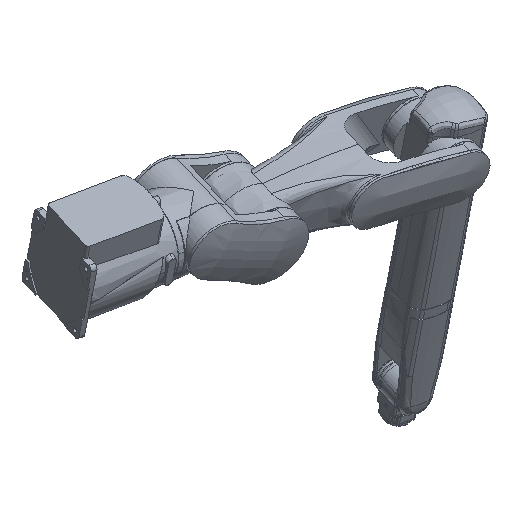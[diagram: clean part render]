
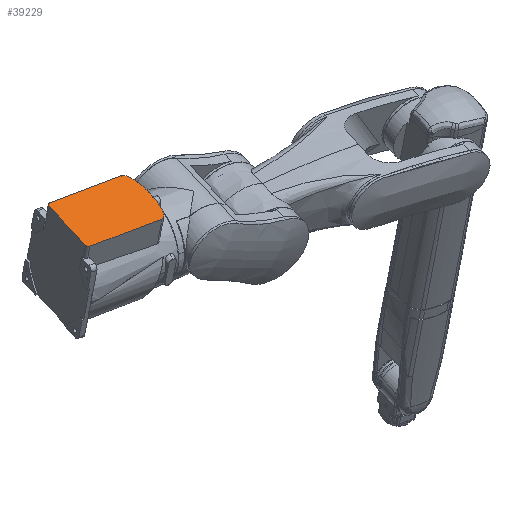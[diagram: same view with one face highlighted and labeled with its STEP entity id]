
A CAD part, left-side view. The second image highlights one B-rep face of the part: STEP entity #39229.
In plain terms, the highlighted face is planar.
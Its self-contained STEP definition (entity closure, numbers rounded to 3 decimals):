
#351 = DIRECTION ( 'NONE',  ( 0., 0., -1. ) ) ;
#1509 = CARTESIAN_POINT ( 'NONE',  ( -10.996, 132.475, 233.711 ) ) ;
#3160 = VERTEX_POINT ( 'NONE', #42557 ) ;
#3390 = VERTEX_POINT ( 'NONE', #12737 ) ;
#7129 = CARTESIAN_POINT ( 'NONE',  ( -10.996, 147.475, 233.711 ) ) ;
#7588 = VERTEX_POINT ( 'NONE', #22512 ) ;
#7662 = CARTESIAN_POINT ( 'NONE',  ( -10.996, 72.475, 213.711 ) ) ;
#9499 = FACE_OUTER_BOUND ( 'NONE', #27078, .T. ) ;
#9599 = CARTESIAN_POINT ( 'NONE',  ( -10.996, 207.475, 233.711 ) ) ;
#10810 = DIRECTION ( 'NONE',  ( 0., 0., 1. ) ) ;
#12286 = EDGE_CURVE ( 'NONE', #3390, #3160, #36635, .T. ) ;
#12737 = CARTESIAN_POINT ( 'NONE',  ( -10.996, 201.475, 37.711 ) ) ;
#13135 = VECTOR ( 'NONE', #41289, 1000. ) ;
#13707 = EDGE_CURVE ( 'NONE', #7588, #38987, #31031, .T. ) ;
#14182 = ORIENTED_EDGE ( 'NONE', *, *, #30061, .T. ) ;
#14388 = CARTESIAN_POINT ( 'NONE',  ( -10.996, 139.975, 233.711 ) ) ;
#14461 = ORIENTED_EDGE ( 'NONE', *, *, #24028, .F. ) ;
#14804 = EDGE_CURVE ( 'NONE', #54551, #17564, #30183, .T. ) ;
#16119 = ORIENTED_EDGE ( 'NONE', *, *, #13707, .F. ) ;
#16693 = VECTOR ( 'NONE', #23005, 1000. ) ;
#17518 = CARTESIAN_POINT ( 'NONE',  ( -10.996, 99.464, 230.412 ) ) ;
#17537 = ORIENTED_EDGE ( 'NONE', *, *, #45319, .T. ) ;
#17564 = VERTEX_POINT ( 'NONE', #7662 ) ;
#18273 = DIRECTION ( 'NONE',  ( 1., 0., 0. ) ) ;
#18385 = CARTESIAN_POINT ( 'NONE',  ( -10.996, 147.475, 233.711 ) ) ;
#20763 = CARTESIAN_POINT ( 'NONE',  ( -10.996, 72.475, 213.711 ) ) ;
#21639 = ORIENTED_EDGE ( 'NONE', *, *, #27741, .F. ) ;
#22512 = CARTESIAN_POINT ( 'NONE',  ( -10.996, 72.475, 43.711 ) ) ;
#23005 = DIRECTION ( 'NONE',  ( 0., 1., 0. ) ) ;
#24028 = EDGE_CURVE ( 'NONE', #41304, #44708, #50820, .T. ) ;
#24428 = CARTESIAN_POINT ( 'NONE',  ( -10.996, 132.475, 233.711 ) ) ;
#24794 = AXIS2_PLACEMENT_3D ( 'NONE', #44127, #39576, #351 ) ;
#25793 = AXIS2_PLACEMENT_3D ( 'NONE', #33221, #55119, #10810 ) ;
#26995 = LINE ( 'NONE', #14388, #16693 ) ;
#27078 = EDGE_LOOP ( 'NONE', ( #44940, #14182, #14461, #27639, #34769, #21639, #16119, #17537 ) ) ;
#27639 = ORIENTED_EDGE ( 'NONE', *, *, #49086, .T. ) ;
#27741 = EDGE_CURVE ( 'NONE', #38987, #3390, #36697, .T. ) ;
#28826 = CARTESIAN_POINT ( 'NONE',  ( -10.996, 72.475, 233.711 ) ) ;
#30061 = EDGE_CURVE ( 'NONE', #54551, #44708, #26995, .T. ) ;
#30183 =( BOUNDED_CURVE ( )  B_SPLINE_CURVE ( 2, ( #24428, #28826, #20763 ),
 .UNSPECIFIED., .F., .F. ) 
 B_SPLINE_CURVE_WITH_KNOTS ( ( 3, 3 ),
 ( -0.059, 0.008 ),
 .UNSPECIFIED. ) 
 CURVE ( )  GEOMETRIC_REPRESENTATION_ITEM ( )  RATIONAL_B_SPLINE_CURVE ( ( 1., 0.707, 1. ) ) 
 REPRESENTATION_ITEM ( '' )  );
#31031 = CIRCLE ( 'NONE', #25793, 6. ) ;
#33221 = CARTESIAN_POINT ( 'NONE',  ( -10.996, 78.475, 43.711 ) ) ;
#33368 = LINE ( 'NONE', #50966, #51808 ) ;
#34769 = ORIENTED_EDGE ( 'NONE', *, *, #12286, .F. ) ;
#35911 = AXIS2_PLACEMENT_3D ( 'NONE', #17518, #18273, #39556 ) ;
#36210 = CARTESIAN_POINT ( 'NONE',  ( -10.996, 207.475, 213.711 ) ) ;
#36635 = CIRCLE ( 'NONE', #24794, 6. ) ;
#36697 = LINE ( 'NONE', #42944, #52396 ) ;
#38987 = VERTEX_POINT ( 'NONE', #43163 ) ;
#39229 = ADVANCED_FACE ( 'NONE', ( #9499 ), #44479, .F. ) ;
#39556 = DIRECTION ( 'NONE',  ( 0., 0., -1. ) ) ;
#39576 = DIRECTION ( 'NONE',  ( 1., 0., 0. ) ) ;
#40528 = LINE ( 'NONE', #54988, #13135 ) ;
#41289 = DIRECTION ( 'NONE',  ( 0., 0., 1. ) ) ;
#41304 = VERTEX_POINT ( 'NONE', #45859 ) ;
#42557 = CARTESIAN_POINT ( 'NONE',  ( -10.996, 207.475, 43.711 ) ) ;
#42944 = CARTESIAN_POINT ( 'NONE',  ( -10.996, 99.464, 37.711 ) ) ;
#43163 = CARTESIAN_POINT ( 'NONE',  ( -10.996, 78.475, 37.711 ) ) ;
#44127 = CARTESIAN_POINT ( 'NONE',  ( -10.996, 201.475, 43.711 ) ) ;
#44479 = PLANE ( 'NONE',  #35911 ) ;
#44708 = VERTEX_POINT ( 'NONE', #7129 ) ;
#44940 = ORIENTED_EDGE ( 'NONE', *, *, #14804, .F. ) ;
#45319 = EDGE_CURVE ( 'NONE', #7588, #17564, #40528, .T. ) ;
#45859 = CARTESIAN_POINT ( 'NONE',  ( -10.996, 207.475, 213.711 ) ) ;
#46376 = DIRECTION ( 'NONE',  ( 0., 0., -1. ) ) ;
#48845 = DIRECTION ( 'NONE',  ( 0., 1., 0. ) ) ;
#49086 = EDGE_CURVE ( 'NONE', #41304, #3160, #33368, .T. ) ;
#50820 =( BOUNDED_CURVE ( )  B_SPLINE_CURVE ( 2, ( #36210, #9599, #18385 ),
 .UNSPECIFIED., .F., .F. ) 
 B_SPLINE_CURVE_WITH_KNOTS ( ( 3, 3 ),
 ( -0.008, 0.058 ),
 .UNSPECIFIED. ) 
 CURVE ( )  GEOMETRIC_REPRESENTATION_ITEM ( )  RATIONAL_B_SPLINE_CURVE ( ( 1., 0.707, 1. ) ) 
 REPRESENTATION_ITEM ( '' )  );
#50966 = CARTESIAN_POINT ( 'NONE',  ( -10.996, 207.475, 233.711 ) ) ;
#51808 = VECTOR ( 'NONE', #46376, 1000. ) ;
#52396 = VECTOR ( 'NONE', #48845, 1000. ) ;
#54551 = VERTEX_POINT ( 'NONE', #1509 ) ;
#54988 = CARTESIAN_POINT ( 'NONE',  ( -10.996, 72.475, 233.711 ) ) ;
#55119 = DIRECTION ( 'NONE',  ( 1., 0., 0. ) ) ;
